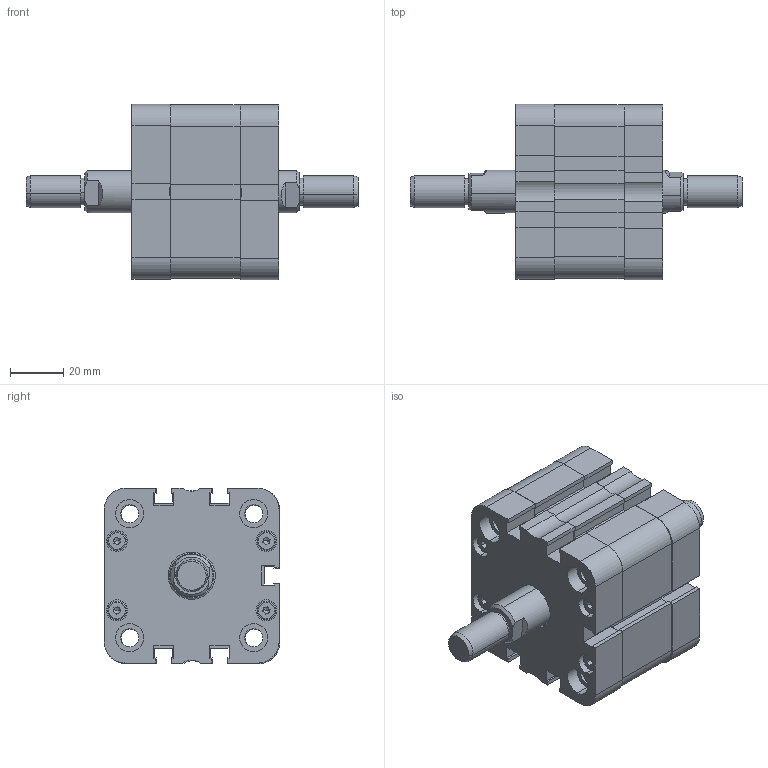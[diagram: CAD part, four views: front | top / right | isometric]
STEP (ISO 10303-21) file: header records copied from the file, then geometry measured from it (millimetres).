
FILE_DESCRIPTION (( 'STEP AP214' ), '1' );
FILE_NAME ('SM_002_050_0010_NP.STEP', '2019-11-14T11:46:34', ( '' ), ( '' ), 'SwSTEP 2.0', 'SolidWorks 2019', '' );
FILE_SCHEMA (( 'AUTOMOTIVE_DESIGN' ));
Length unit declared in the file: millimetre
Products named in the file (17): socket head thin cap screw_din_DIN 7984 - M4 x 18 --- 15.9N; socket set screw flat point_iso_ISO 4026 - M8 x 40-N; Kopia SMART - U. t³oczyska^Pokrywa przód kpl_DTZ_U. tˆoczyska - D050; Kopia Tuleja prowadz¹ca^Pokrywa przód kpl_DTZ_Tuleja prowadz¥ca - D050; Kopia Pokrywa przód^Pokrywa przód kpl_DTZ_Smart - Pok prz¢d - D050; Pokrywa przód kpl^DTZ_Pokrywa prz¢d kpl - D050; T硂k kpl^DTZ_T坥k kpl - D050; SM_002_050_0010_NP; Tuleja^DTZ_Tuleja - D050; Kopia SMART - U. t³oka S^T³ok kpl_DTZ_U. tˆoka S - D050; Kopia Magnes^T³ok kpl_DTZ_Magnes D050; Kopia T硂k^T硂k kpl_DTZ_T坥k - D050; T³oczysko^DTZ_Tˆoczysko - D050; Kopia Pierœcieñ prowadz¹cy^T³ok kpl_DTZ_Pier˜cieä prowadz¥cy D050; Kopia SMART - U. t硂ka lu焠a^T硂k kpl_DTZ_U. t坥ka lu玭a - D050; Kopia SMART - U. typ Oring - pokrywa^Pokrywa przód kpl_DTZ_U. typ Oring - D050
Assembly tree (29 placements, depth 3):
  SM_002_050_0010_NP
    Pokrywa przód kpl^DTZ_Pokrywa prz¢d kpl - D050
      Kopia Pokrywa przód^Pokrywa przód kpl_DTZ_Smart - Pok prz¢d - D050
      Kopia SMART - U. typ Oring - pokrywa^Pokrywa przód kpl_DTZ_U. typ Oring - D050
      Kopia Tuleja prowadz¹ca^Pokrywa przód kpl_DTZ_Tuleja prowadz¥ca - D050
      Kopia SMART - U. t³oczyska^Pokrywa przód kpl_DTZ_U. tˆoczyska - D050
    Pokrywa przód kpl^DTZ_Pokrywa prz¢d kpl - D050
      Kopia Pokrywa przód^Pokrywa przód kpl_DTZ_Smart - Pok prz¢d - D050
      Kopia SMART - U. typ Oring - pokrywa^Pokrywa przód kpl_DTZ_U. typ Oring - D050
      Kopia Tuleja prowadz¹ca^Pokrywa przód kpl_DTZ_Tuleja prowadz¥ca - D050
      Kopia SMART - U. t³oczyska^Pokrywa przód kpl_DTZ_U. tˆoczyska - D050
    Tuleja^DTZ_Tuleja - D050
    T硂k kpl^DTZ_T坥k kpl - D050
      Kopia T硂k^T硂k kpl_DTZ_T坥k - D050
      Kopia Magnes^T³ok kpl_DTZ_Magnes D050
      Kopia Pierœcieñ prowadz¹cy^T³ok kpl_DTZ_Pier˜cieä prowadz¥cy D050
      Kopia SMART - U. t硂ka lu焠a^T硂k kpl_DTZ_U. t坥ka lu玭a - D050  x2
      Kopia SMART - U. t³oka S^T³ok kpl_DTZ_U. tˆoka S - D050
    T³oczysko^DTZ_Tˆoczysko - D050  x2
    socket head thin cap screw_din_DIN 7984 - M4 x 18 --- 15.9N  x8
    socket set screw flat point_iso_ISO 4026 - M8 x 40-N
Bounding box: 124.4 x 65.75 x 65.75 mm (x, y, z)
Volume: 159078.6 mm3; surface area: 101161.2 mm2
Topology: 27 solids, 27 shells, 1118 faces, 2742 edges, 1760 vertices
Faces by surface type: plane 538, cylinder 344, cone 102, bspline 102, torus 32
Entity records: 22035 total; most frequent: CARTESIAN_POINT 6231, DIRECTION 3130, ORIENTED_EDGE 3086, EDGE_CURVE 1543, AXIS2_PLACEMENT_3D 1116, VERTEX_POINT 1013, LINE 898, VECTOR 898
